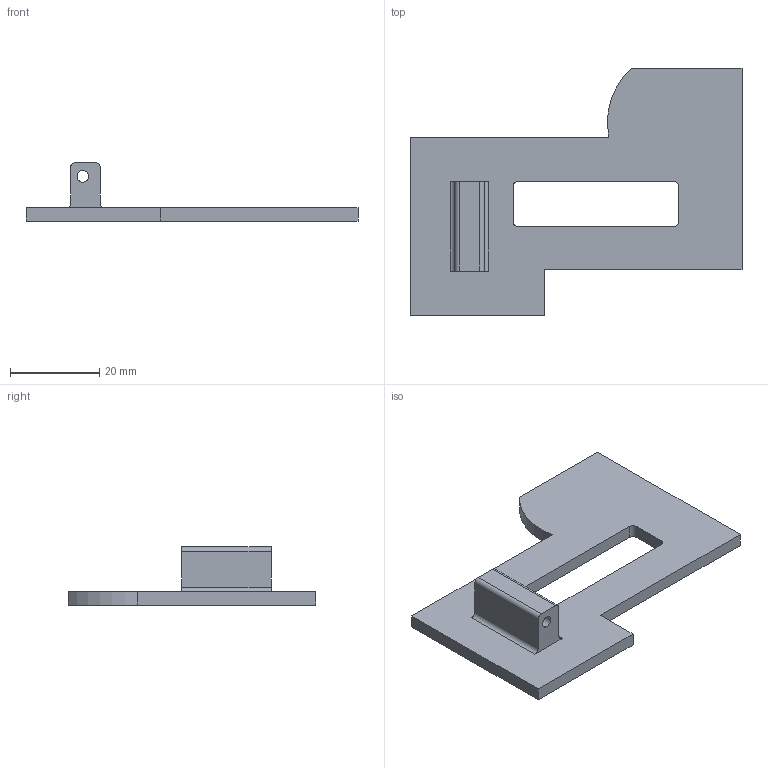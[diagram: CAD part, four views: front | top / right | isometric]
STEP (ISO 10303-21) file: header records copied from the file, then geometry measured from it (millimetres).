
FILE_DESCRIPTION(('FreeCAD Model'),'2;1');
FILE_NAME('plate_with_protrusion_and_pocket.step','2018-04-30T11:52:55',('Author'),(''), 'Open CASCADE STEP processor 6.8','FreeCAD','Unknown');
FILE_SCHEMA(('AUTOMOTIVE_DESIGN_CC2 { 1 2 10303 214 -1 1 5 4 }'));
Length unit declared in the file: millimetre
Products named in the file (1): Fillet007
Bounding box: 74.23 x 55.38 x 13 mm (x, y, z)
Volume: 8966.2 mm3; surface area: 6860.9 mm2
Topology: 1 solids, 1 shells, 28 faces, 79 edges, 54 vertices
Faces by surface type: plane 18, cylinder 10
Full cylindrical faces by diameter (mm): 2.585 x1
Entity records: 1992 total; most frequent: CARTESIAN_POINT 362, DIRECTION 308, LINE 197, VECTOR 197, ORIENTED_EDGE 158, PCURVE 158, DEFINITIONAL_REPRESENTATION 158, EDGE_CURVE 79
